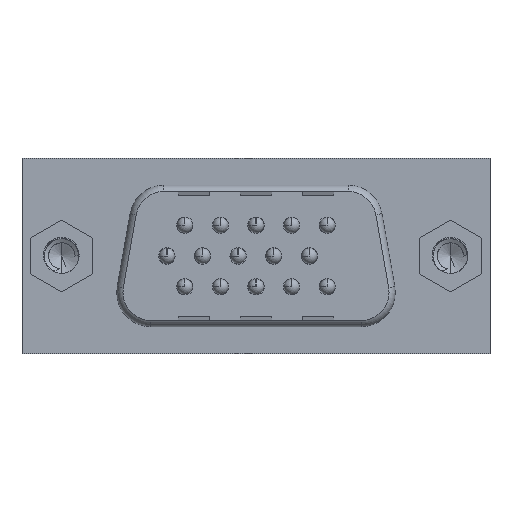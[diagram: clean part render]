
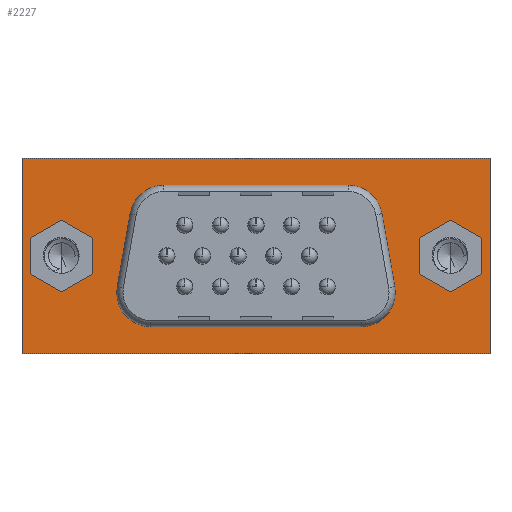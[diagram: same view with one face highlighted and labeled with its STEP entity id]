
A CAD part, front view. The second image highlights one B-rep face of the part: STEP entity #2227.
In plain terms, the highlighted planar face has unit normal (0, -1, 0).
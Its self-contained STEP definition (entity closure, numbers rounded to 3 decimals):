
#77=CARTESIAN_POINT('',(15.031,0.8,-0.325));
#78=VERTEX_POINT('',#77);
#85=CARTESIAN_POINT('',(3.169,0.8,-0.325));
#86=VERTEX_POINT('',#85);
#87=CARTESIAN_POINT('',(3.169,0.8,-0.325));
#88=DIRECTION('',(1.,0.,0.));
#89=VECTOR('',#88,11.863);
#90=LINE('',#87,#89);
#91=EDGE_CURVE('',#86,#78,#90,.T.);
#424=CARTESIAN_POINT('',(17.198,0.8,-2.143));
#425=VERTEX_POINT('',#424);
#432=CARTESIAN_POINT('',(15.031,0.8,-2.525));
#433=DIRECTION('',(0.,0.,1.));
#434=DIRECTION('',(0.,1.,0.));
#435=AXIS2_PLACEMENT_3D('',#432,#434,#433);
#436=CIRCLE('',#435,2.2);
#437=EDGE_CURVE('',#78,#425,#436,.T.);
#505=CARTESIAN_POINT('',(18.027,0.8,-6.843));
#506=VERTEX_POINT('',#505);
#513=CARTESIAN_POINT('',(17.198,0.8,-2.143));
#514=DIRECTION('',(0.174,0.,-0.985));
#515=VECTOR('',#514,4.773);
#516=LINE('',#513,#515);
#517=EDGE_CURVE('',#425,#506,#516,.T.);
#531=CARTESIAN_POINT('',(15.86,0.8,-9.425));
#532=VERTEX_POINT('',#531);
#539=CARTESIAN_POINT('',(15.86,0.8,-7.225));
#540=DIRECTION('',(0.985,0.,0.174));
#541=DIRECTION('',(0.,1.,0.));
#542=AXIS2_PLACEMENT_3D('',#539,#541,#540);
#543=CIRCLE('',#542,2.2);
#544=EDGE_CURVE('',#506,#532,#543,.T.);
#771=CARTESIAN_POINT('',(2.34,0.8,-9.425));
#772=VERTEX_POINT('',#771);
#779=CARTESIAN_POINT('',(15.86,0.8,-9.425));
#780=DIRECTION('',(-1.,0.,0.));
#781=VECTOR('',#780,13.52);
#782=LINE('',#779,#781);
#783=EDGE_CURVE('',#532,#772,#782,.T.);
#956=CARTESIAN_POINT('',(0.174,0.8,-6.843));
#957=VERTEX_POINT('',#956);
#964=CARTESIAN_POINT('',(2.34,0.8,-7.225));
#965=DIRECTION('',(0.,0.,-1.));
#966=DIRECTION('',(0.,1.,0.));
#967=AXIS2_PLACEMENT_3D('',#964,#966,#965);
#968=CIRCLE('',#967,2.2);
#969=EDGE_CURVE('',#772,#957,#968,.T.);
#983=CARTESIAN_POINT('',(1.002,0.8,-2.143));
#984=VERTEX_POINT('',#983);
#991=CARTESIAN_POINT('',(0.174,0.8,-6.843));
#992=DIRECTION('',(0.174,0.,0.985));
#993=VECTOR('',#992,4.773);
#994=LINE('',#991,#993);
#995=EDGE_CURVE('',#957,#984,#994,.T.);
#1104=CARTESIAN_POINT('',(3.169,0.8,-2.525));
#1105=DIRECTION('',(-0.985,0.,0.174));
#1106=DIRECTION('',(0.,1.,0.));
#1107=AXIS2_PLACEMENT_3D('',#1104,#1106,#1105);
#1108=CIRCLE('',#1107,2.2);
#1109=EDGE_CURVE('',#984,#86,#1108,.T.);
#2078=CARTESIAN_POINT('',(9.1,0.8,-4.875));
#2079=DIRECTION('',(1.,0.,0.));
#2080=DIRECTION('',(0.,-1.,0.));
#2081=AXIS2_PLACEMENT_3D('',#2078,#2080,#2079);
#2082=PLANE('',#2081);
#2083=CARTESIAN_POINT('',(-5.95,0.8,-11.15));
#2084=VERTEX_POINT('',#2083);
#2085=CARTESIAN_POINT('',(24.15,0.8,-11.15));
#2086=VERTEX_POINT('',#2085);
#2087=CARTESIAN_POINT('',(-5.95,0.8,-11.15));
#2088=DIRECTION('',(1.,0.,0.));
#2089=VECTOR('',#2088,30.1);
#2090=LINE('',#2087,#2089);
#2091=EDGE_CURVE('',#2084,#2086,#2090,.T.);
#2092=ORIENTED_EDGE('',*,*,#2091,.T.);
#2093=CARTESIAN_POINT('',(24.15,0.8,1.4));
#2094=VERTEX_POINT('',#2093);
#2095=CARTESIAN_POINT('',(24.15,0.8,-11.15));
#2096=DIRECTION('',(0.,0.,1.));
#2097=VECTOR('',#2096,12.55);
#2098=LINE('',#2095,#2097);
#2099=EDGE_CURVE('',#2086,#2094,#2098,.T.);
#2100=ORIENTED_EDGE('',*,*,#2099,.T.);
#2101=CARTESIAN_POINT('',(-5.95,0.8,1.4));
#2102=VERTEX_POINT('',#2101);
#2103=CARTESIAN_POINT('',(24.15,0.8,1.4));
#2104=DIRECTION('',(-1.,0.,0.));
#2105=VECTOR('',#2104,30.1);
#2106=LINE('',#2103,#2105);
#2107=EDGE_CURVE('',#2094,#2102,#2106,.T.);
#2108=ORIENTED_EDGE('',*,*,#2107,.T.);
#2109=CARTESIAN_POINT('',(-5.95,0.8,1.4));
#2110=DIRECTION('',(0.,0.,-1.));
#2111=VECTOR('',#2110,12.55);
#2112=LINE('',#2109,#2111);
#2113=EDGE_CURVE('',#2102,#2084,#2112,.T.);
#2114=ORIENTED_EDGE('',*,*,#2113,.T.);
#2115=EDGE_LOOP('',(#2092,#2100,#2108,#2114));
#2116=FACE_OUTER_BOUND('',#2115,.T.);
#2117=CARTESIAN_POINT('',(23.6,0.8,-3.72));
#2118=VERTEX_POINT('',#2117);
#2119=CARTESIAN_POINT('',(23.6,0.8,-6.03));
#2120=VERTEX_POINT('',#2119);
#2121=CARTESIAN_POINT('',(23.6,0.8,-3.72));
#2122=DIRECTION('',(0.,0.,-1.));
#2123=VECTOR('',#2122,2.309);
#2124=LINE('',#2121,#2123);
#2125=EDGE_CURVE('',#2118,#2120,#2124,.T.);
#2126=ORIENTED_EDGE('',*,*,#2125,.T.);
#2127=CARTESIAN_POINT('',(21.6,0.8,-7.184));
#2128=VERTEX_POINT('',#2127);
#2129=CARTESIAN_POINT('',(23.6,0.8,-6.03));
#2130=DIRECTION('',(-0.866,0.,-0.5));
#2131=VECTOR('',#2130,2.309);
#2132=LINE('',#2129,#2131);
#2133=EDGE_CURVE('',#2120,#2128,#2132,.T.);
#2134=ORIENTED_EDGE('',*,*,#2133,.T.);
#2135=CARTESIAN_POINT('',(19.6,0.8,-6.03));
#2136=VERTEX_POINT('',#2135);
#2137=CARTESIAN_POINT('',(21.6,0.8,-7.184));
#2138=DIRECTION('',(-0.866,0.,0.5));
#2139=VECTOR('',#2138,2.309);
#2140=LINE('',#2137,#2139);
#2141=EDGE_CURVE('',#2128,#2136,#2140,.T.);
#2142=ORIENTED_EDGE('',*,*,#2141,.T.);
#2143=CARTESIAN_POINT('',(19.6,0.8,-3.72));
#2144=VERTEX_POINT('',#2143);
#2145=CARTESIAN_POINT('',(19.6,0.8,-6.03));
#2146=DIRECTION('',(0.,0.,1.));
#2147=VECTOR('',#2146,2.309);
#2148=LINE('',#2145,#2147);
#2149=EDGE_CURVE('',#2136,#2144,#2148,.T.);
#2150=ORIENTED_EDGE('',*,*,#2149,.T.);
#2151=CARTESIAN_POINT('',(21.6,0.8,-2.566));
#2152=VERTEX_POINT('',#2151);
#2153=CARTESIAN_POINT('',(19.6,0.8,-3.72));
#2154=DIRECTION('',(0.866,0.,0.5));
#2155=VECTOR('',#2154,2.309);
#2156=LINE('',#2153,#2155);
#2157=EDGE_CURVE('',#2144,#2152,#2156,.T.);
#2158=ORIENTED_EDGE('',*,*,#2157,.T.);
#2159=CARTESIAN_POINT('',(21.6,0.8,-2.566));
#2160=DIRECTION('',(0.866,0.,-0.5));
#2161=VECTOR('',#2160,2.309);
#2162=LINE('',#2159,#2161);
#2163=EDGE_CURVE('',#2152,#2118,#2162,.T.);
#2164=ORIENTED_EDGE('',*,*,#2163,.T.);
#2165=EDGE_LOOP('',(#2126,#2134,#2142,#2150,#2158,#2164));
#2166=FACE_BOUND('',#2165,.T.);
#2167=CARTESIAN_POINT('',(-5.4,0.8,-6.03));
#2168=VERTEX_POINT('',#2167);
#2169=CARTESIAN_POINT('',(-5.4,0.8,-3.72));
#2170=VERTEX_POINT('',#2169);
#2171=CARTESIAN_POINT('',(-5.4,0.8,-6.03));
#2172=DIRECTION('',(0.,0.,1.));
#2173=VECTOR('',#2172,2.309);
#2174=LINE('',#2171,#2173);
#2175=EDGE_CURVE('',#2168,#2170,#2174,.T.);
#2176=ORIENTED_EDGE('',*,*,#2175,.T.);
#2177=CARTESIAN_POINT('',(-3.4,0.8,-2.566));
#2178=VERTEX_POINT('',#2177);
#2179=CARTESIAN_POINT('',(-5.4,0.8,-3.72));
#2180=DIRECTION('',(0.866,0.,0.5));
#2181=VECTOR('',#2180,2.309);
#2182=LINE('',#2179,#2181);
#2183=EDGE_CURVE('',#2170,#2178,#2182,.T.);
#2184=ORIENTED_EDGE('',*,*,#2183,.T.);
#2185=CARTESIAN_POINT('',(-1.4,0.8,-3.72));
#2186=VERTEX_POINT('',#2185);
#2187=CARTESIAN_POINT('',(-3.4,0.8,-2.566));
#2188=DIRECTION('',(0.866,0.,-0.5));
#2189=VECTOR('',#2188,2.309);
#2190=LINE('',#2187,#2189);
#2191=EDGE_CURVE('',#2178,#2186,#2190,.T.);
#2192=ORIENTED_EDGE('',*,*,#2191,.T.);
#2193=CARTESIAN_POINT('',(-1.4,0.8,-6.03));
#2194=VERTEX_POINT('',#2193);
#2195=CARTESIAN_POINT('',(-1.4,0.8,-3.72));
#2196=DIRECTION('',(0.,0.,-1.));
#2197=VECTOR('',#2196,2.309);
#2198=LINE('',#2195,#2197);
#2199=EDGE_CURVE('',#2186,#2194,#2198,.T.);
#2200=ORIENTED_EDGE('',*,*,#2199,.T.);
#2201=CARTESIAN_POINT('',(-3.4,0.8,-7.184));
#2202=VERTEX_POINT('',#2201);
#2203=CARTESIAN_POINT('',(-1.4,0.8,-6.03));
#2204=DIRECTION('',(-0.866,0.,-0.5));
#2205=VECTOR('',#2204,2.309);
#2206=LINE('',#2203,#2205);
#2207=EDGE_CURVE('',#2194,#2202,#2206,.T.);
#2208=ORIENTED_EDGE('',*,*,#2207,.T.);
#2209=CARTESIAN_POINT('',(-3.4,0.8,-7.184));
#2210=DIRECTION('',(-0.866,0.,0.5));
#2211=VECTOR('',#2210,2.309);
#2212=LINE('',#2209,#2211);
#2213=EDGE_CURVE('',#2202,#2168,#2212,.T.);
#2214=ORIENTED_EDGE('',*,*,#2213,.T.);
#2215=EDGE_LOOP('',(#2176,#2184,#2192,#2200,#2208,#2214));
#2216=FACE_BOUND('',#2215,.T.);
#2217=ORIENTED_EDGE('',*,*,#544,.T.);
#2218=ORIENTED_EDGE('',*,*,#783,.T.);
#2219=ORIENTED_EDGE('',*,*,#969,.T.);
#2220=ORIENTED_EDGE('',*,*,#995,.T.);
#2221=ORIENTED_EDGE('',*,*,#1109,.T.);
#2222=ORIENTED_EDGE('',*,*,#91,.T.);
#2223=ORIENTED_EDGE('',*,*,#437,.T.);
#2224=ORIENTED_EDGE('',*,*,#517,.T.);
#2225=EDGE_LOOP('',(#2217,#2218,#2219,#2220,#2221,#2222,#2223,#2224));
#2226=FACE_BOUND('',#2225,.T.);
#2227=ADVANCED_FACE('',(#2116,#2166,#2216,#2226),#2082,.T.);
